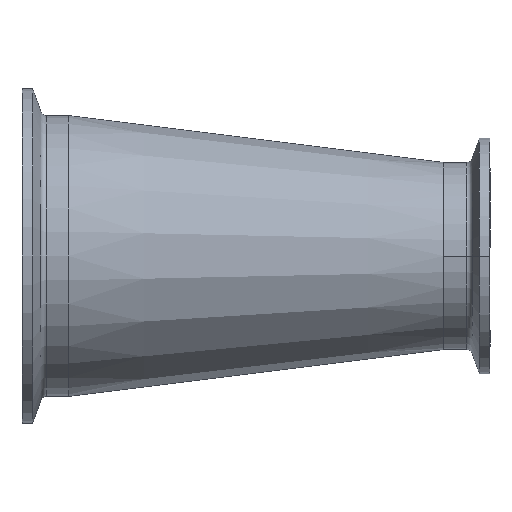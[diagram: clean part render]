
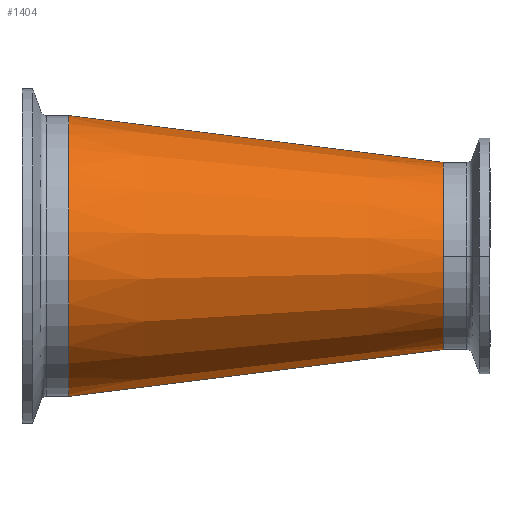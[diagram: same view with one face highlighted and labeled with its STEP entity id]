
A CAD part, left-side view. The second image highlights one B-rep face of the part: STEP entity #1404.
In plain terms, the highlighted conical face has half-angle 7.125 degrees and reference radius 25.4 mm.
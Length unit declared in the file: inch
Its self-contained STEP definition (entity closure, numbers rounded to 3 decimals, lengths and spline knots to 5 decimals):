
#57 = AXIS2_PLACEMENT_3D ( 'NONE', #1476, #664, #1621 ) ;
#99 = CARTESIAN_POINT ( 'NONE',  ( 0., 4., 1.5 ) ) ;
#100 = LINE ( 'NONE', #953, #1281 ) ;
#115 = VERTEX_POINT ( 'NONE', #99 ) ;
#124 = DIRECTION ( 'NONE',  ( 0., 1., 0. ) ) ;
#176 = CARTESIAN_POINT ( 'NONE',  ( 0., 0., -1. ) ) ;
#183 = EDGE_CURVE ( 'NONE', #1581, #722, #1322, .T. ) ;
#189 = VECTOR ( 'NONE', #223, 39.37008 ) ;
#223 = DIRECTION ( 'NONE',  ( 0., 0.992, -0.124 ) ) ;
#228 = ORIENTED_EDGE ( 'NONE', *, *, #510, .F. ) ;
#507 = DIRECTION ( 'NONE',  ( 0., 0., 1. ) ) ;
#510 = EDGE_CURVE ( 'NONE', #1530, #115, #1705, .T. ) ;
#546 = CARTESIAN_POINT ( 'NONE',  ( 0., 4., -1.5 ) ) ;
#664 = DIRECTION ( 'NONE',  ( 0., 1., 0. ) ) ;
#690 = CARTESIAN_POINT ( 'NONE',  ( 0., 0., 1. ) ) ;
#722 = VERTEX_POINT ( 'NONE', #690 ) ;
#816 = EDGE_CURVE ( 'NONE', #722, #115, #100, .T. ) ;
#851 = ORIENTED_EDGE ( 'NONE', *, *, #816, .T. ) ;
#873 = AXIS2_PLACEMENT_3D ( 'NONE', #1488, #124, #1200 ) ;
#914 = FACE_OUTER_BOUND ( 'NONE', #1195, .T. ) ;
#939 = EDGE_CURVE ( 'NONE', #1581, #1530, #1305, .T. ) ;
#953 = CARTESIAN_POINT ( 'NONE',  ( 0., 0., 1. ) ) ;
#1015 = CONICAL_SURFACE ( 'NONE', #1095, 1., 0.124 ) ;
#1076 = ORIENTED_EDGE ( 'NONE', *, *, #939, .F. ) ;
#1095 = AXIS2_PLACEMENT_3D ( 'NONE', #1347, #1354, #507 ) ;
#1195 = EDGE_LOOP ( 'NONE', ( #1076, #1356, #851, #228 ) ) ;
#1200 = DIRECTION ( 'NONE',  ( 0., 0., 1. ) ) ;
#1281 = VECTOR ( 'NONE', #1504, 39.37008 ) ;
#1305 = LINE ( 'NONE', #1588, #189 ) ;
#1322 = CIRCLE ( 'NONE', #873, 1. ) ;
#1347 = CARTESIAN_POINT ( 'NONE',  ( 0., 0., 0. ) ) ;
#1354 = DIRECTION ( 'NONE',  ( 0., 1., 0. ) ) ;
#1356 = ORIENTED_EDGE ( 'NONE', *, *, #183, .T. ) ;
#1404 = ADVANCED_FACE ( 'NONE', ( #914 ), #1015, .T. ) ;
#1476 = CARTESIAN_POINT ( 'NONE',  ( 0., 4., 0. ) ) ;
#1488 = CARTESIAN_POINT ( 'NONE',  ( 0., 0., 0. ) ) ;
#1504 = DIRECTION ( 'NONE',  ( 0., 0.992, 0.124 ) ) ;
#1530 = VERTEX_POINT ( 'NONE', #546 ) ;
#1581 = VERTEX_POINT ( 'NONE', #176 ) ;
#1588 = CARTESIAN_POINT ( 'NONE',  ( 0., 0., -1. ) ) ;
#1621 = DIRECTION ( 'NONE',  ( 0., 0., 1. ) ) ;
#1705 = CIRCLE ( 'NONE', #57, 1.5 ) ;
